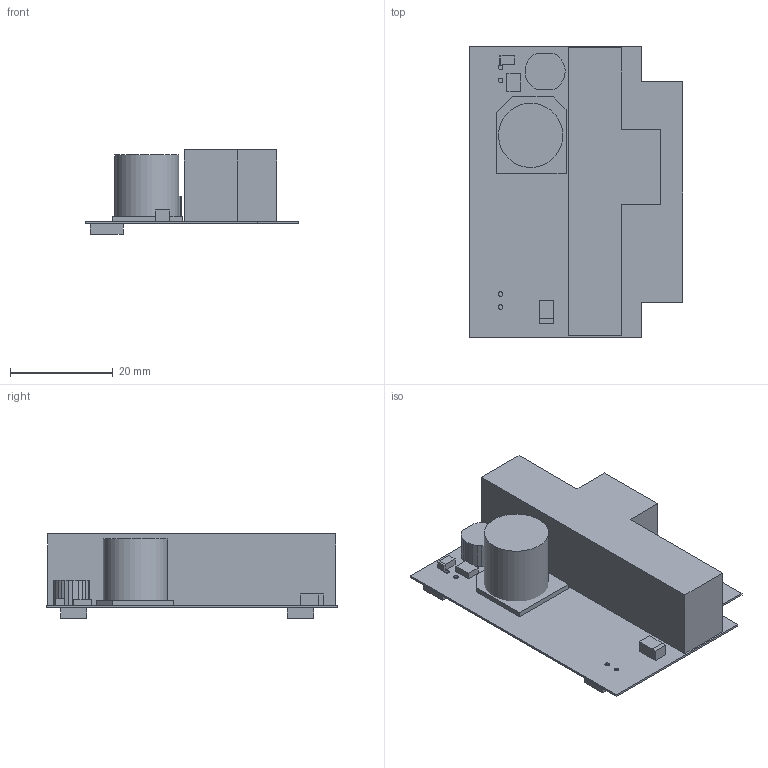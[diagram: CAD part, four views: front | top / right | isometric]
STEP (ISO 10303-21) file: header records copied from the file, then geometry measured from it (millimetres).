
FILE_DESCRIPTION(('Open CASCADE Model'),'2;1');
FILE_NAME('Open CASCADE Shape Model','2014-02-25T08:25:35',('Author'),( 'Open CASCADE'),'Open CASCADE STEP processor 6.2','Open CASCADE 6.2' ,'Unknown');
FILE_SCHEMA(('AUTOMOTIVE_DESIGN { 1 0 10303 214 1 1 1 1 }'));
Length unit declared in the file: millimetre
Products named in the file (30): PCB; Board; U6; 774260688; Extruded; L2; 805989760; JP7; 774283984; JP3; D3; 805989504; 805989376; D1; 805986816; 805989888; C17; 628811808; Cylinder; 805989120; C5; 805988864
Assembly tree (30 placements, depth 4):
  PCB
    Board
    U6
      774260688
        Extruded
    L2
      805989760
        Extruded
    JP7
      774283984
        Extruded
    JP3
      774283984
        Extruded
    D3
      805989504
        Extruded
      805989376
        Extruded
    D1
      805986816
        Extruded
      805989888
        Extruded
    C17
      628811808
        Cylinder
      805989120
        Extruded
    C5
      805988864
        Extruded
Bounding box: 41.5 x 56.72 x 16.4 mm (x, y, z)
Volume: 12807.9 mm3; surface area: 9794.7 mm2
Topology: 12 solids, 12 shells, 114 faces, 270 edges, 180 vertices
Faces by surface type: plane 99, cylinder 15
Full cylindrical faces by diameter (mm): 0.762 x10, 0.9 x4, 12.5 x1
Entity records: 7228 total; most frequent: CARTESIAN_POINT 1267, DIRECTION 1050, LINE 712, VECTOR 712, ORIENTED_EDGE 516, PCURVE 516, DEFINITIONAL_REPRESENTATION 516, EDGE_CURVE 258
